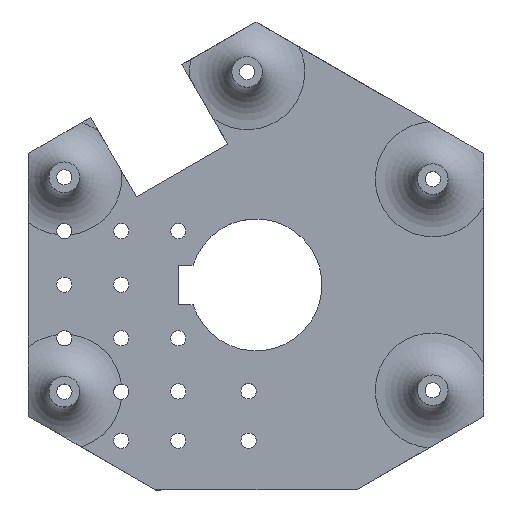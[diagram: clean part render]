
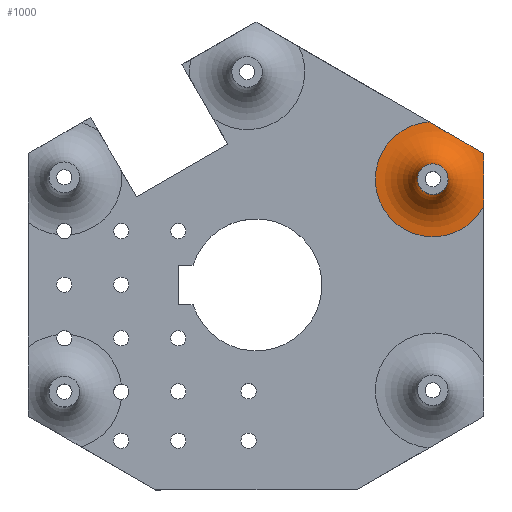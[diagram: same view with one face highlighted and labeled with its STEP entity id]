
A CAD part, top view. The second image highlights one B-rep face of the part: STEP entity #1000.
In plain terms, the highlighted toroidal (fillet/blend) face has major radius 10.9 mm and minor radius 8 mm.
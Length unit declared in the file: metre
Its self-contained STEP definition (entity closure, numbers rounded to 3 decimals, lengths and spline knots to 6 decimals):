
#15=TOROIDAL_SURFACE('',#1128,0.0109,0.008);
#22=B_SPLINE_CURVE_WITH_KNOTS('',3,(#1583,#1584,#1585,#1586,#1587),
 .UNSPECIFIED.,.F.,.F.,(4,1,4),(0.,0.004998,0.009997),
 .UNSPECIFIED.);
#25=B_SPLINE_CURVE_WITH_KNOTS('',3,(#1603,#1604,#1605,#1606,#1607),
 .UNSPECIFIED.,.F.,.F.,(4,1,4),(0.,0.005973,0.011945),
 .UNSPECIFIED.);
#367=ORIENTED_EDGE('',*,*,#477,.F.);
#368=ORIENTED_EDGE('',*,*,#421,.F.);
#369=ORIENTED_EDGE('',*,*,#472,.F.);
#370=ORIENTED_EDGE('',*,*,#526,.F.);
#421=EDGE_CURVE('',#547,#548,#642,.F.);
#472=EDGE_CURVE('',#587,#547,#22,.T.);
#477=EDGE_CURVE('',#548,#587,#25,.T.);
#526=EDGE_CURVE('',#628,#628,#688,.T.);
#547=VERTEX_POINT('',#1451);
#548=VERTEX_POINT('',#1453);
#587=VERTEX_POINT('',#1582);
#628=VERTEX_POINT('',#1732);
#642=CIRCLE('',#1038,0.0109);
#688=CIRCLE('',#1114,0.0029);
#783=EDGE_LOOP('',(#367,#368,#369));
#784=EDGE_LOOP('',(#370));
#904=FACE_BOUND('',#783,.T.);
#905=FACE_BOUND('',#784,.T.);
#1000=ADVANCED_FACE('',(#904,#905),#15,.F.);
#1038=AXIS2_PLACEMENT_3D('',#1452,#1168,#1169);
#1114=AXIS2_PLACEMENT_3D('',#1731,#1365,#1366);
#1128=AXIS2_PLACEMENT_3D('',#1772,#1393,#1394);
#1168=DIRECTION('',(0.,0.,1.));
#1169=DIRECTION('',(1.,0.,0.));
#1365=DIRECTION('',(0.,0.,1.));
#1366=DIRECTION('',(1.,0.,0.));
#1393=DIRECTION('',(0.,0.,1.));
#1394=DIRECTION('',(1.,0.,0.));
#1451=CARTESIAN_POINT('',(-0.009196,-0.037745,0.002));
#1452=CARTESIAN_POINT('',(-0.018837,-0.032659,0.002));
#1453=CARTESIAN_POINT('',(-0.019533,-0.021782,0.002));
#1582=CARTESIAN_POINT('',(-0.009196,-0.02775,0.002));
#1583=CARTESIAN_POINT('',(-0.009196,-0.02775,0.002));
#1584=CARTESIAN_POINT('',(-0.009196,-0.029416,0.002008));
#1585=CARTESIAN_POINT('',(-0.009196,-0.032747,0.002195));
#1586=CARTESIAN_POINT('',(-0.009196,-0.036078,0.002));
#1587=CARTESIAN_POINT('',(-0.009196,-0.037745,0.002));
#1603=CARTESIAN_POINT('',(-0.019533,-0.021782,0.002));
#1604=CARTESIAN_POINT('',(-0.017808,-0.022778,0.002));
#1605=CARTESIAN_POINT('',(-0.014364,-0.024766,0.002417));
#1606=CARTESIAN_POINT('',(-0.01092,-0.026754,0.002011));
#1607=CARTESIAN_POINT('',(-0.009196,-0.02775,0.002));
#1731=CARTESIAN_POINT('',(-0.018837,-0.032659,0.01));
#1732=CARTESIAN_POINT('',(-0.015937,-0.032659,0.01));
#1772=CARTESIAN_POINT('',(-0.018837,-0.032659,0.01));
